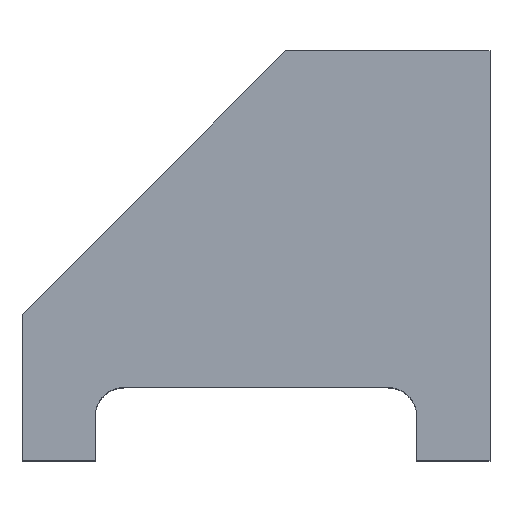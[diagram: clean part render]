
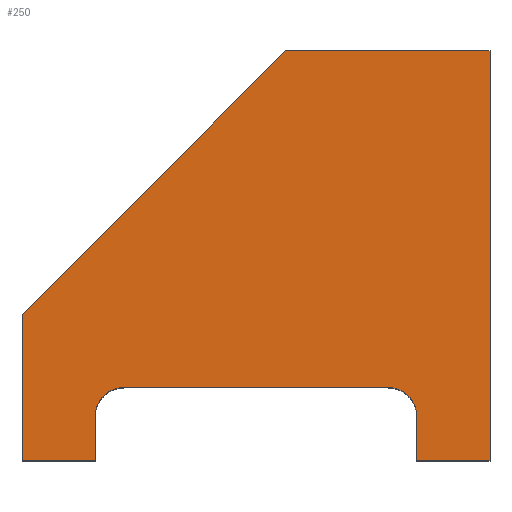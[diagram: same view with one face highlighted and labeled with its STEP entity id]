
A CAD part, top view. The second image highlights one B-rep face of the part: STEP entity #250.
In plain terms, the highlighted planar face has unit normal (0, 0, 1).
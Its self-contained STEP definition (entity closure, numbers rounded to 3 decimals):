
#30=FACE_OUTER_BOUND('',#43,.T.);
#43=EDGE_LOOP('',(#216,#217,#218,#219,#220,#221,#222,#223,#224,#225,#226));
#46=CIRCLE('',#279,2.);
#47=CIRCLE('',#282,2.);
#57=LINE('',#383,#86);
#61=LINE('',#392,#90);
#64=LINE('',#400,#93);
#66=LINE('',#404,#95);
#68=LINE('',#408,#97);
#70=LINE('',#412,#99);
#72=LINE('',#416,#101);
#74=LINE('',#420,#103);
#76=LINE('',#423,#105);
#86=VECTOR('',#310,10.);
#90=VECTOR('',#320,10.);
#93=VECTOR('',#329,10.);
#95=VECTOR('',#333,10.);
#97=VECTOR('',#337,10.);
#99=VECTOR('',#341,10.);
#101=VECTOR('',#345,10.);
#103=VECTOR('',#349,10.);
#105=VECTOR('',#353,10.);
#117=VERTEX_POINT('',#381);
#118=VERTEX_POINT('',#382);
#119=VERTEX_POINT('',#387);
#120=VERTEX_POINT('',#391);
#121=VERTEX_POINT('',#395);
#122=VERTEX_POINT('',#399);
#123=VERTEX_POINT('',#403);
#124=VERTEX_POINT('',#407);
#125=VERTEX_POINT('',#411);
#126=VERTEX_POINT('',#415);
#127=VERTEX_POINT('',#419);
#139=EDGE_CURVE('',#117,#118,#57,.T.);
#142=EDGE_CURVE('',#118,#119,#46,.T.);
#144=EDGE_CURVE('',#119,#120,#61,.T.);
#146=EDGE_CURVE('',#120,#121,#47,.T.);
#148=EDGE_CURVE('',#121,#122,#64,.T.);
#150=EDGE_CURVE('',#122,#123,#66,.T.);
#152=EDGE_CURVE('',#123,#124,#68,.T.);
#154=EDGE_CURVE('',#124,#125,#70,.T.);
#156=EDGE_CURVE('',#125,#126,#72,.T.);
#158=EDGE_CURVE('',#126,#127,#74,.T.);
#160=EDGE_CURVE('',#127,#117,#76,.T.);
#216=ORIENTED_EDGE('',*,*,#139,.F.);
#217=ORIENTED_EDGE('',*,*,#160,.F.);
#218=ORIENTED_EDGE('',*,*,#158,.F.);
#219=ORIENTED_EDGE('',*,*,#156,.F.);
#220=ORIENTED_EDGE('',*,*,#154,.F.);
#221=ORIENTED_EDGE('',*,*,#152,.F.);
#222=ORIENTED_EDGE('',*,*,#150,.F.);
#223=ORIENTED_EDGE('',*,*,#148,.F.);
#224=ORIENTED_EDGE('',*,*,#146,.F.);
#225=ORIENTED_EDGE('',*,*,#144,.F.);
#226=ORIENTED_EDGE('',*,*,#142,.F.);
#237=PLANE('',#290);
#250=ADVANCED_FACE('',(#30),#237,.T.);
#279=AXIS2_PLACEMENT_3D('',#388,#315,#316);
#282=AXIS2_PLACEMENT_3D('',#396,#324,#325);
#290=AXIS2_PLACEMENT_3D('',#424,#354,#355);
#310=DIRECTION('',(0.,1.,0.));
#315=DIRECTION('center_axis',(0.,0.,1.));
#316=DIRECTION('ref_axis',(1.,0.,0.));
#320=DIRECTION('',(-1.,0.,0.));
#324=DIRECTION('center_axis',(0.,0.,1.));
#325=DIRECTION('ref_axis',(0.,1.,0.));
#329=DIRECTION('',(0.,-1.,0.));
#333=DIRECTION('',(-1.,0.,0.));
#337=DIRECTION('',(0.,1.,0.));
#341=DIRECTION('',(0.707,0.707,0.));
#345=DIRECTION('',(1.,0.,0.));
#349=DIRECTION('',(0.,-1.,0.));
#353=DIRECTION('',(-1.,0.,0.));
#354=DIRECTION('center_axis',(0.,0.,1.));
#355=DIRECTION('ref_axis',(1.,0.,0.));
#381=CARTESIAN_POINT('',(11.,-14.,12.5));
#382=CARTESIAN_POINT('',(11.,-11.,12.5));
#383=CARTESIAN_POINT('',(11.,-14.,12.5));
#387=CARTESIAN_POINT('',(9.,-9.,12.5));
#388=CARTESIAN_POINT('Origin',(9.,-11.,12.5));
#391=CARTESIAN_POINT('',(-9.,-9.,12.5));
#392=CARTESIAN_POINT('',(9.,-9.,12.5));
#395=CARTESIAN_POINT('',(-11.,-11.,12.5));
#396=CARTESIAN_POINT('Origin',(-9.,-11.,12.5));
#399=CARTESIAN_POINT('',(-11.,-14.,12.5));
#400=CARTESIAN_POINT('',(-11.,-11.,12.5));
#403=CARTESIAN_POINT('',(-16.,-14.,12.5));
#404=CARTESIAN_POINT('',(-11.,-14.,12.5));
#407=CARTESIAN_POINT('',(-16.,-4.,12.5));
#408=CARTESIAN_POINT('',(-16.,-14.,12.5));
#411=CARTESIAN_POINT('',(2.,14.,12.5));
#412=CARTESIAN_POINT('',(-16.,-4.,12.5));
#415=CARTESIAN_POINT('',(16.,14.,12.5));
#416=CARTESIAN_POINT('',(2.,14.,12.5));
#419=CARTESIAN_POINT('',(16.,-14.,12.5));
#420=CARTESIAN_POINT('',(16.,14.,12.5));
#423=CARTESIAN_POINT('',(16.,-14.,12.5));
#424=CARTESIAN_POINT('Origin',(2.003,-1.741,12.5));
